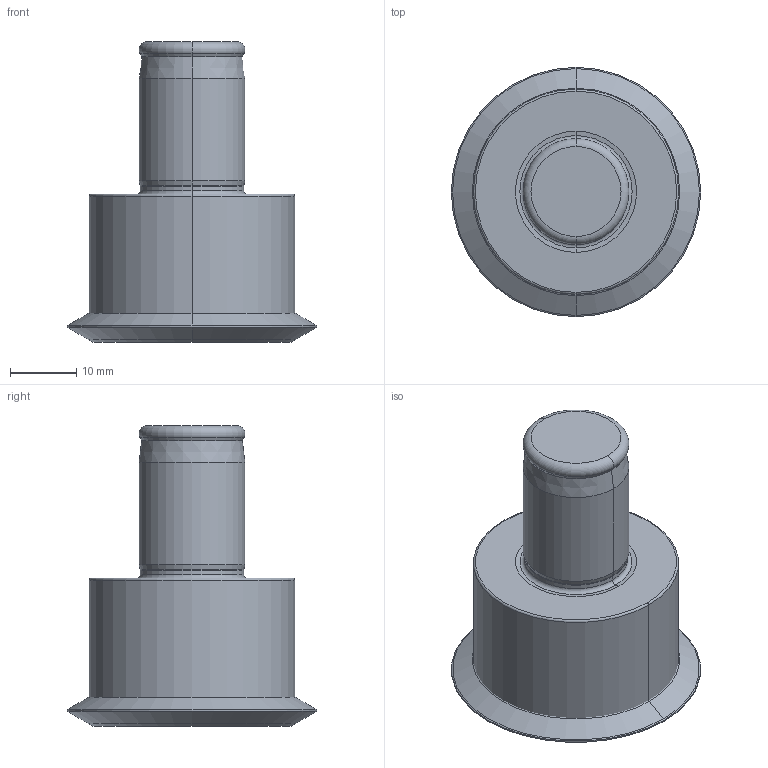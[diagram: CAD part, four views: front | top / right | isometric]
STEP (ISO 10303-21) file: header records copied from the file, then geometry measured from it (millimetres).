
FILE_DESCRIPTION((''),'2;1');
FILE_NAME('17Y1B038050K3R00','2015-11-07T',('STEINER'),(''),'PRO/ENGINEER BY PARAMETRIC TECHNOLOGY CORPORATION, 2011490','PRO/ENGINEER BY PARAMETRIC TECHNOLOGY CORPORATION, 2011490','');
FILE_SCHEMA(('AUTOMOTIVE_DESIGN { 1 2 10303 214 0 1 1 1 }'));
Length unit declared in the file: millimetre
Products named in the file (3): NOCUT; CUT; 17Y1B038050K3R00
Assembly tree (2 placements, depth 2):
  17Y1B038050K3R00
    NOCUT
    CUT
Bounding box: 37.65 x 37.65 x 45.38 mm (x, y, z)
Volume: 23928.2 mm3; surface area: 6709.3 mm2
Topology: 2 solids, 2 shells, 45 faces, 90 edges, 52 vertices
Faces by surface type: cone 12, torus 10, cylinder 10, revolution 8, plane 5
Entity records: 2166 total; most frequent: CARTESIAN_POINT 702, DIRECTION 250, ORIENTED_EDGE 176, AXIS2_PLACEMENT_3D 109, PRESENTATION_STYLE_ASSIGNMENT 97, STYLED_ITEM 97, CURVE_STYLE 95, EDGE_CURVE 88
